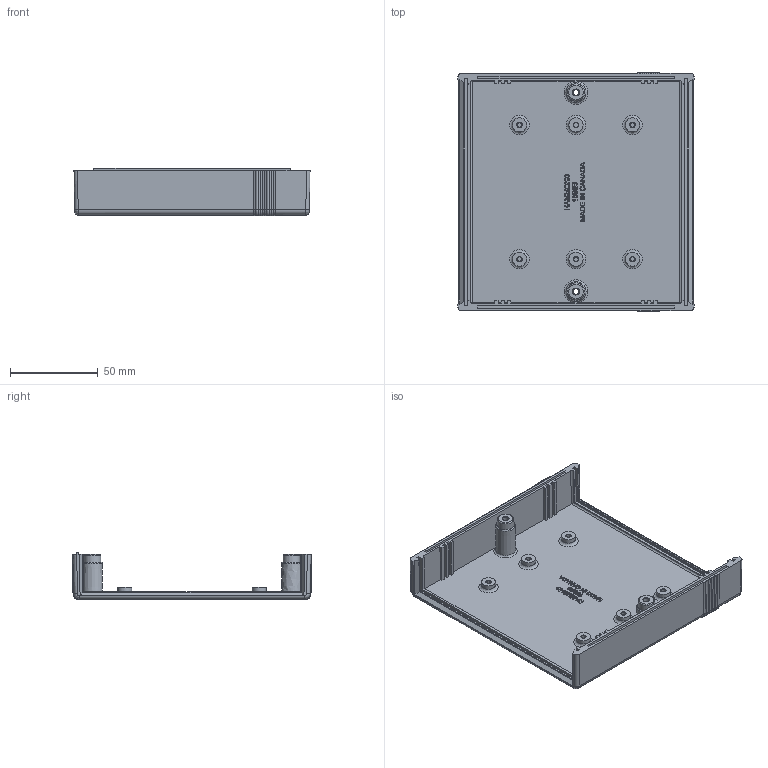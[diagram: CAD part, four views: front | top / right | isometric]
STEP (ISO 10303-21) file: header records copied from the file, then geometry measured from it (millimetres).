
FILE_DESCRIPTION((''),'2;1');
FILE_NAME('1598B Bottom.stp','2006-10-16T15:38:27',('rboehler'),(''),'Autodesk Inventor 11','Autodesk Inventor 11','');
FILE_SCHEMA(('AUTOMOTIVE_DESIGN { 1 0 10303 214 1 1 1 1 }'));
Length unit declared in the file: millimetre
Products named in the file (1): 1598B Bottom
Bounding box: 134.3 x 136.2 x 27.25 mm (x, y, z)
Surface area: 56184.2 mm2 (no closed solid volume)
Topology: 0 solids, 1 shells, 638 faces, 1608 edges, 1025 vertices
Faces by surface type: plane 353, bspline 228, cylinder 43, torus 12, cone 2
Full cylindrical faces by diameter (mm): 2.6 x3, 3.45 x1, 6.9 x1, 8 x3, 9.4 x1
Entity records: 21415 total; most frequent: CARTESIAN_POINT 7438, ORIENTED_EDGE 3128, DIRECTION 2278, EDGE_CURVE 1564, VECTOR 1152, LINE 1152, VERTEX_POINT 1022, EDGE_LOOP 736
